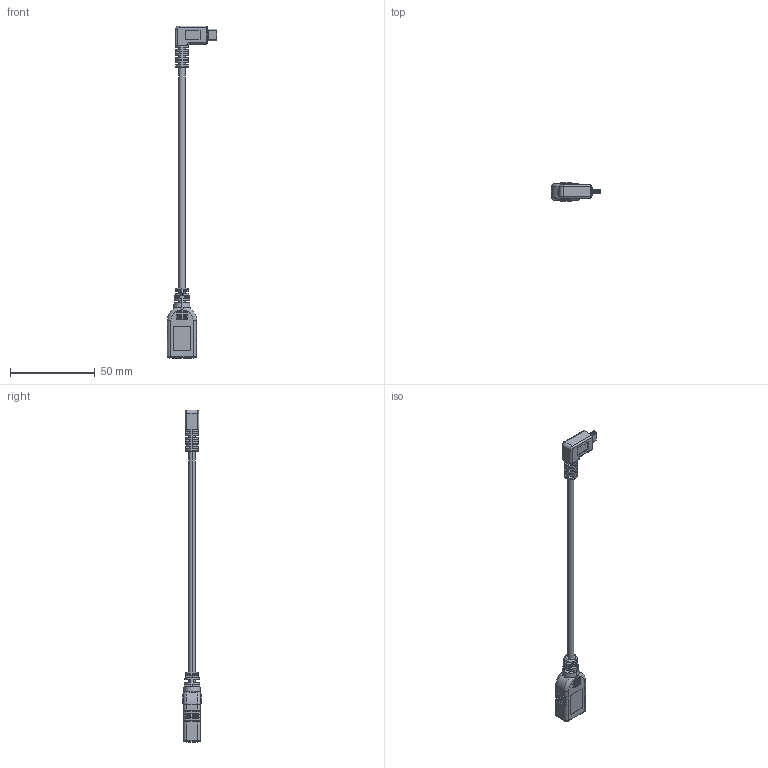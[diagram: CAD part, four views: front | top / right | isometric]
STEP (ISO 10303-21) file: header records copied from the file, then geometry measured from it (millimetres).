
FILE_DESCRIPTION (( 'STEP AP203' ), '1' );
FILE_NAME ('10-01938.step', '2016-09-15T23:51:05', ( '' ), ( '' ), 'SwSTEP 2.0', 'SolidWorks 2015', '' );
FILE_SCHEMA (( 'CONFIG_CONTROL_DESIGN' ));
Length unit declared in the file: millimetre
Products named in the file (10): 50-00424 shell; 10-01938; 50-00424; 30-00088_blunt cut; 24-00078; 50-00424 insulator; 24-00058_connector cutout; 50-00429 shell; 50-00429; 50-00429 insulator
Assembly tree (9 placements, depth 3):
  10-01938
    24-00058_connector cutout
    30-00088_blunt cut
    24-00078
    50-00429
      50-00429 insulator
      50-00429 shell
    50-00424
      50-00424 insulator
      50-00424 shell
Bounding box: 28.9 x 11 x 195.46 mm (x, y, z)
Volume: 8299.9 mm3; surface area: 19096 mm2
Topology: 107 solids, 107 shells, 1466 faces, 3371 edges, 2139 vertices
Faces by surface type: plane 617, cylinder 541, bspline 179, torus 118, cone 11
Entity records: 46745 total; most frequent: CARTESIAN_POINT 13266, ORIENTED_EDGE 6742, DIRECTION 6635, EDGE_CURVE 3371, AXIS2_PLACEMENT_3D 2514, VERTEX_POINT 2139, VECTOR 1607, LINE 1607
